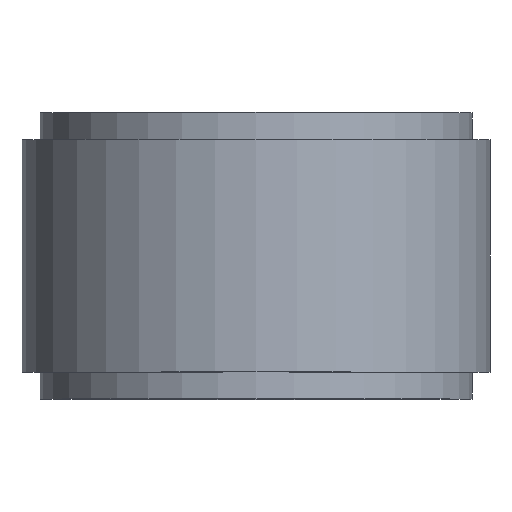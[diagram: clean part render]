
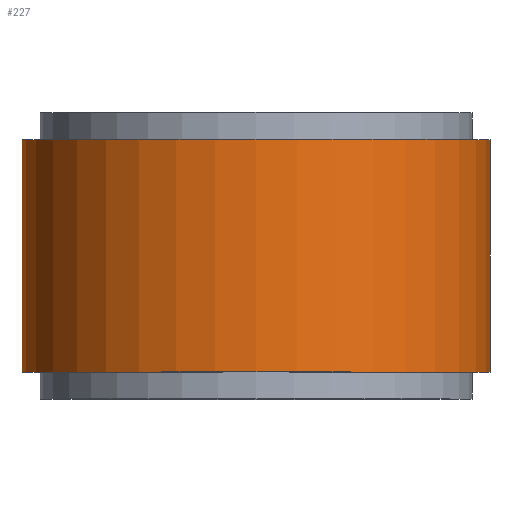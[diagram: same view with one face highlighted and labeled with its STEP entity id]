
A CAD part, top view. The second image highlights one B-rep face of the part: STEP entity #227.
In plain terms, the highlighted cylindrical face has radius 27.95 mm (diameter 55.9 mm), a full revolution.
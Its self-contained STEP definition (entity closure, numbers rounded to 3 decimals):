
#26=ORIENTED_EDGE('',*,*,#50,.T.);
#27=ORIENTED_EDGE('',*,*,#51,.T.);
#50=EDGE_CURVE('',#62,#62,#74,.T.);
#51=EDGE_CURVE('',#63,#63,#75,.T.);
#62=VERTEX_POINT('',#321);
#63=VERTEX_POINT('',#323);
#74=CIRCLE('',#245,27.95);
#75=CIRCLE('',#246,27.95);
#86=EDGE_LOOP('',(#26));
#87=EDGE_LOOP('',(#27));
#110=FACE_BOUND('',#86,.T.);
#111=FACE_BOUND('',#87,.T.);
#134=CYLINDRICAL_SURFACE('',#244,27.95);
#227=ADVANCED_FACE('',(#110,#111),#134,.T.);
#244=AXIS2_PLACEMENT_3D('',#319,#270,#271);
#245=AXIS2_PLACEMENT_3D('',#320,#272,#273);
#246=AXIS2_PLACEMENT_3D('',#322,#274,#275);
#270=DIRECTION('',(0.,-1.,0.));
#271=DIRECTION('',(0.,0.,-1.));
#272=DIRECTION('',(0.,-1.,0.));
#273=DIRECTION('',(0.,0.,-1.));
#274=DIRECTION('',(0.,1.,0.));
#275=DIRECTION('',(1.,0.,0.));
#319=CARTESIAN_POINT('',(0.,31.,0.));
#320=CARTESIAN_POINT('',(0.,27.8,0.));
#321=CARTESIAN_POINT('',(0.,27.8,-27.95));
#322=CARTESIAN_POINT('',(0.,0.,0.));
#323=CARTESIAN_POINT('',(27.95,0.,0.));
